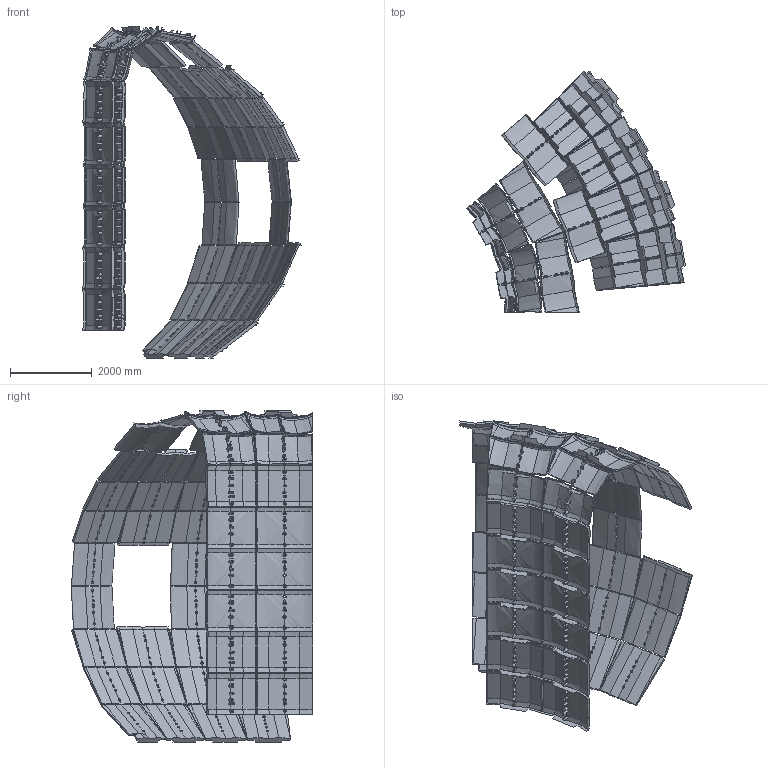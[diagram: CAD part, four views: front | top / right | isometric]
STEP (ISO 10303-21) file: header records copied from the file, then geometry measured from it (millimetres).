
FILE_DESCRIPTION(/* description */ (''),/* implementation_level */ '2;1');
FILE_NAME(/* name */ 'inner_wall_surfaces_sides_V2.stp',/* time_stamp */ '2017-08-01T10:07:15+02:00',/* author */ (''),/* organization */ (''),/* preprocessor_version */ 'ST-DEVELOPER v16',/* originating_system */ 'SIEMENS PLM Software NX 11.0',/* authorisation */ '');
FILE_SCHEMA (('AUTOMOTIVE_DESIGN { 1 0 10303 214 3 1 1 1 }'));
Products named in the file (1): tele0F94CB71zyae
Bounding box: 5350.94 x 5907.13 x 8117.1 mm (x, y, z)
Surface area: 96641611.9 mm2 (no closed solid volume)
Topology: 0 solids, 435 shells, 1354 faces, 8685 edges, 7026 vertices
Faces by surface type: cylinder 478, plane 418, bspline 260, extrusion 198
Full cylindrical faces by diameter (mm): 10 x50, 12 x52, 36 x25, 46 x46, 55 x13, 59 x2, 60 x102
Entity records: 228749 total; most frequent: CARTESIAN_POINT 165015, ORIENTED_EDGE 10792, EDGE_CURVE 8337, VERTEX_POINT 6970, B_SPLINE_CURVE_WITH_KNOTS 5657, DIRECTION 5614, VECTOR 2332, LINE 2134
